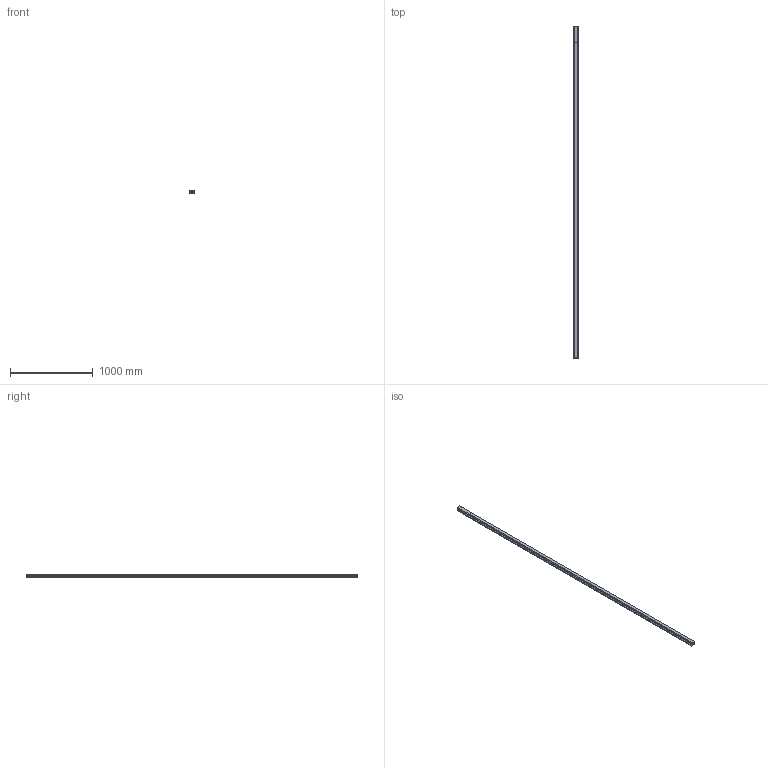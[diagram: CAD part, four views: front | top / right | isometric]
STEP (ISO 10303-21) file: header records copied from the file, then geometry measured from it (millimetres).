
FILE_DESCRIPTION(('STEP AP214'),'1');
FILE_NAME('cctmp_D4AEA47D-CE43-4BA5-9768-CF5A037D12A0_2024_08_07_21_40_46_0221..stp','2024-08-07T19:40:46',('HIWIN GmbH'),('CADClick - www.CADClick.com'),'Spatial InterOp 3D',' ','unknown authorization');
FILE_SCHEMA(('AUTOMOTIVE_DESIGN'));
Length unit declared in the file: millimetre
Products named in the file (3): cc_unnamed; HGR55T4000C_FILE_1; HGR55T4000C_FILE
Assembly tree (2 placements, depth 2):
  cc_unnamed
    HGR55T4000C_FILE_1
    HGR55T4000C_FILE
Bounding box: 53 x 4000 x 44 mm (x, y, z)
Volume: 8045240 mm3; surface area: 843957.8 mm2
Topology: 2 solids, 2 shells, 330 faces, 886 edges, 534 vertices
Faces by surface type: plane 186, cylinder 76, cone 68
Entity records: 12402 total; most frequent: CARTESIAN_POINT 1685, DIRECTION 1636, ORIENTED_EDGE 1636, EDGE_CURVE 818, LINE 666, VECTOR 666, VERTEX_POINT 534, AXIS2_PLACEMENT_3D 485
